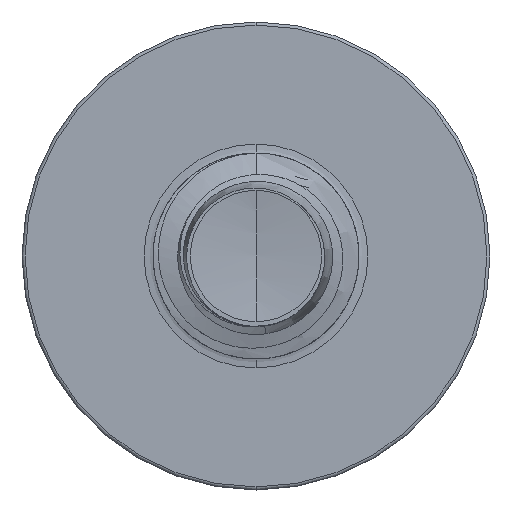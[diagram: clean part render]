
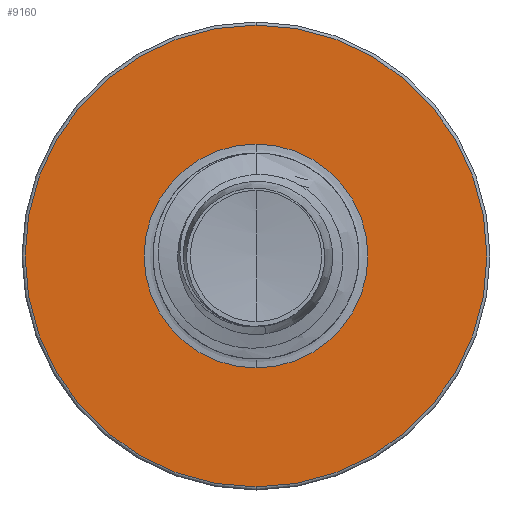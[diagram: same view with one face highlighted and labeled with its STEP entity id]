
A CAD part, front view. The second image highlights one B-rep face of the part: STEP entity #9160.
In plain terms, the highlighted planar face has unit normal (0, -1, 0).
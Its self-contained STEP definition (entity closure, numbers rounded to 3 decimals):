
#34 = CARTESIAN_POINT ( 'NONE',  ( 0., 8.5, -1.196 ) ) ;
#709 = CARTESIAN_POINT ( 'NONE',  ( 0., 8.5, 0. ) ) ;
#953 = CARTESIAN_POINT ( 'NONE',  ( 0., 8.5, -1.196 ) ) ;
#3117 = DIRECTION ( 'NONE',  ( 0., 0., 1. ) ) ;
#3144 = FACE_OUTER_BOUND ( 'NONE', #16298, .T. ) ;
#3658 = PLANE ( 'NONE',  #9577 ) ;
#4734 = CARTESIAN_POINT ( 'NONE',  ( 0., 8.5, 0. ) ) ;
#7159 = DIRECTION ( 'NONE',  ( 0., 0., 1. ) ) ;
#7190 = VERTEX_POINT ( 'NONE', #34 ) ;
#8530 = DIRECTION ( 'NONE',  ( 0., 0., 1. ) ) ;
#9160 = ADVANCED_FACE ( 'NONE', ( #3144, #20990 ), #3658, .F. ) ;
#9577 = AXIS2_PLACEMENT_3D ( 'NONE', #953, #23029, #8530 ) ;
#11284 = CARTESIAN_POINT ( 'NONE',  ( 0., 8.5, 1.196 ) ) ;
#11850 = AXIS2_PLACEMENT_3D ( 'NONE', #709, #17683, #3117 ) ;
#12542 = DIRECTION ( 'NONE',  ( 0., 1., 0. ) ) ;
#14170 = CARTESIAN_POINT ( 'NONE',  ( 0., 8.5, 0. ) ) ;
#14880 = VERTEX_POINT ( 'NONE', #11284 ) ;
#15932 = CIRCLE ( 'NONE', #16760, 1.196 ) ;
#16298 = EDGE_LOOP ( 'NONE', ( #19006, #28527 ) ) ;
#16419 = EDGE_LOOP ( 'NONE', ( #16706, #16982 ) ) ;
#16623 = DIRECTION ( 'NONE',  ( 0., 0., 1. ) ) ;
#16706 = ORIENTED_EDGE ( 'NONE', *, *, #30413, .T. ) ;
#16760 = AXIS2_PLACEMENT_3D ( 'NONE', #26828, #12542, #29127 ) ;
#16982 = ORIENTED_EDGE ( 'NONE', *, *, #19620, .T. ) ;
#17184 = VERTEX_POINT ( 'NONE', #28687 ) ;
#17683 = DIRECTION ( 'NONE',  ( 0., 1., 0. ) ) ;
#18333 = EDGE_CURVE ( 'NONE', #25584, #17184, #21684, .T. ) ;
#19006 = ORIENTED_EDGE ( 'NONE', *, *, #18333, .F. ) ;
#19620 = EDGE_CURVE ( 'NONE', #7190, #14880, #25649, .T. ) ;
#20990 = FACE_BOUND ( 'NONE', #16419, .T. ) ;
#21684 = CIRCLE ( 'NONE', #29719, 2.467 ) ;
#21708 = DIRECTION ( 'NONE',  ( 0., 1., 0. ) ) ;
#23029 = DIRECTION ( 'NONE',  ( 0., 1., 0. ) ) ;
#25584 = VERTEX_POINT ( 'NONE', #30089 ) ;
#25649 = CIRCLE ( 'NONE', #30487, 1.196 ) ;
#26828 = CARTESIAN_POINT ( 'NONE',  ( 0., 8.5, 0. ) ) ;
#27751 = CIRCLE ( 'NONE', #11850, 2.467 ) ;
#28527 = ORIENTED_EDGE ( 'NONE', *, *, #30641, .F. ) ;
#28687 = CARTESIAN_POINT ( 'NONE',  ( 0., 8.5, -2.467 ) ) ;
#29127 = DIRECTION ( 'NONE',  ( 0., 0., 1. ) ) ;
#29719 = AXIS2_PLACEMENT_3D ( 'NONE', #14170, #30712, #16623 ) ;
#30089 = CARTESIAN_POINT ( 'NONE',  ( 0., 8.5, 2.467 ) ) ;
#30413 = EDGE_CURVE ( 'NONE', #14880, #7190, #15932, .T. ) ;
#30487 = AXIS2_PLACEMENT_3D ( 'NONE', #4734, #21708, #7159 ) ;
#30641 = EDGE_CURVE ( 'NONE', #17184, #25584, #27751, .T. ) ;
#30712 = DIRECTION ( 'NONE',  ( 0., 1., 0. ) ) ;
